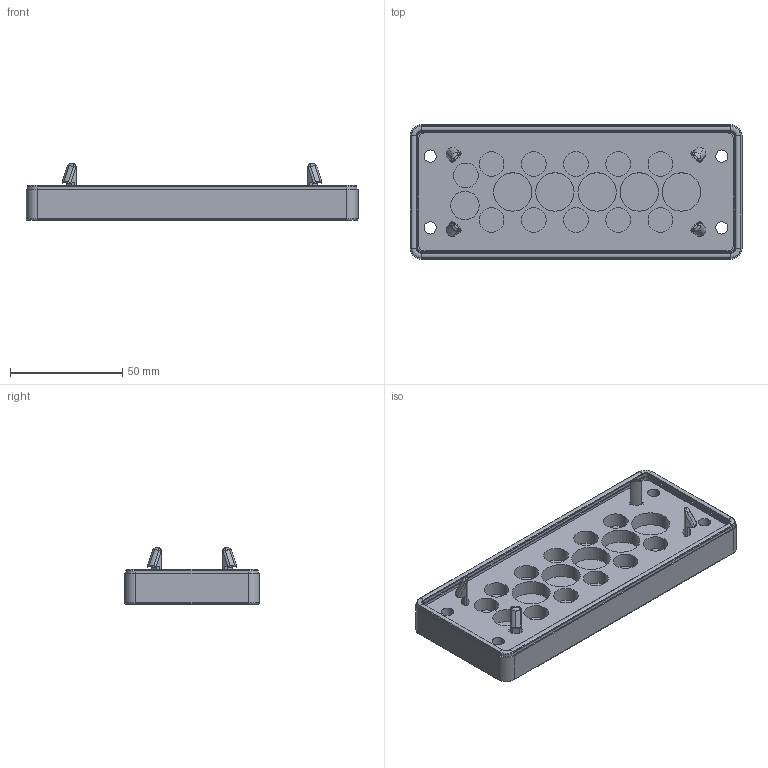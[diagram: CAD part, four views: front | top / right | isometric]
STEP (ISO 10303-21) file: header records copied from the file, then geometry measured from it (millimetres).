
FILE_DESCRIPTION (( 'STEP AP203' ), '1' );
FILE_NAME ('567356.step', '2020-12-17T19:05:48', ( '' ), ( '' ), 'SwSTEP 2.0', 'SolidWorks 2019', '' );
FILE_SCHEMA (( 'CONFIG_CONTROL_DESIGN' ));
Length unit declared in the file: millimetre
Products named in the file (1): 567356
Bounding box: 148 x 60 x 25 mm (x, y, z)
Volume: 81117 mm3; surface area: 65310.7 mm2
Topology: 4 solids, 4 shells, 438 faces, 1160 edges, 740 vertices
Faces by surface type: cylinder 224, plane 162, torus 24, cone 16, sphere 8, bspline 4
Entity records: 14121 total; most frequent: CARTESIAN_POINT 2813, DIRECTION 2406, ORIENTED_EDGE 2304, EDGE_CURVE 1152, AXIS2_PLACEMENT_3D 887, VERTEX_POINT 740, VECTOR 632, LINE 632
